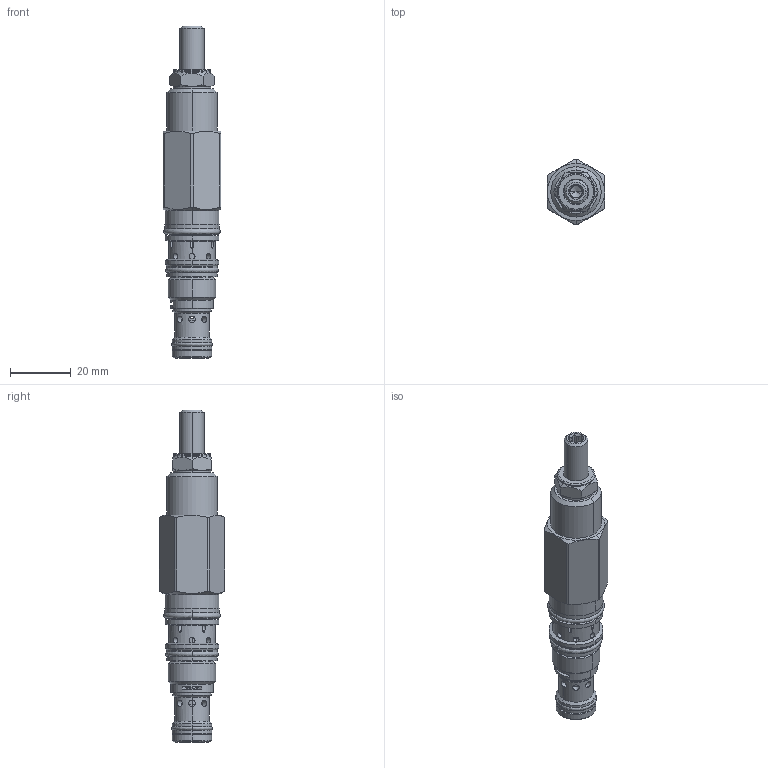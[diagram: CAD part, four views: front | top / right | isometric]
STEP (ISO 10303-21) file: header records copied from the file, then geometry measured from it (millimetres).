
FILE_DESCRIPTION((''),'2;1');
FILE_NAME('PRBC-LAN_PRT','2015-11-30T',('Administrator'),(''),'PRO/ENGINEER BY PARAMETRIC TECHNOLOGY CORPORATION, 2006240','PRO/ENGINEER BY PARAMETRIC TECHNOLOGY CORPORATION, 2006240','');
FILE_SCHEMA(('CONFIG_CONTROL_DESIGN'));
Length unit declared in the file: inch
Products named in the file (1): PRBC-LAN_PRT
Bounding box: 19.05 x 21.54 x 109.5 mm (x, y, z)
Volume: 16511.2 mm3; surface area: 13773.6 mm2
Topology: 6 solids, 6 shells, 607 faces, 1520 edges, 926 vertices
Faces by surface type: cylinder 288, plane 114, torus 98, cone 95, revolution 12
Entity records: 23157 total; most frequent: CARTESIAN_POINT 8590, DIRECTION 3096, ORIENTED_EDGE 3024, EDGE_CURVE 1512, AXIS2_PLACEMENT_3D 1331, VERTEX_POINT 926, CIRCLE 736, EDGE_LOOP 724
